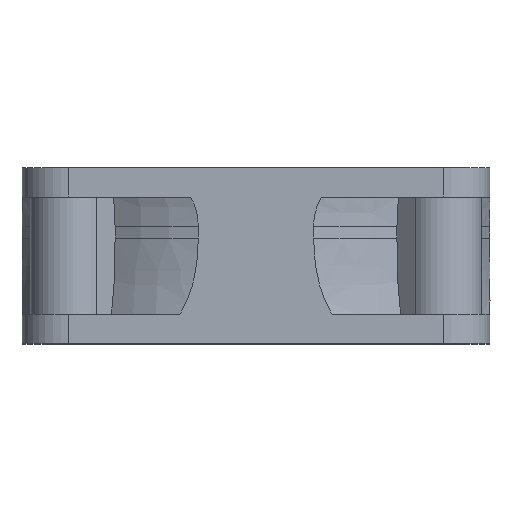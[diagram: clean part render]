
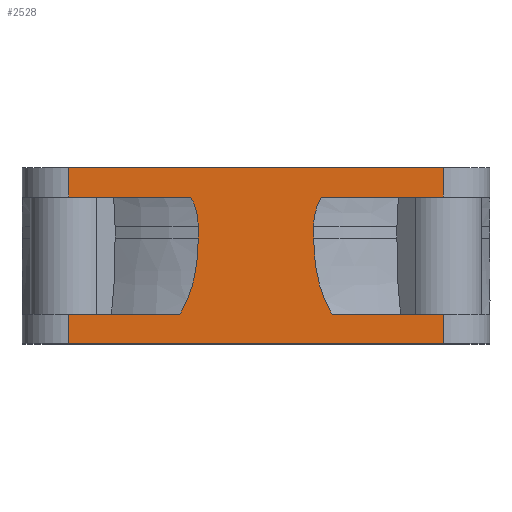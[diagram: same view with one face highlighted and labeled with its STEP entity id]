
A CAD part, top view. The second image highlights one B-rep face of the part: STEP entity #2528.
In plain terms, the highlighted planar face has unit normal (0, 0, 1).
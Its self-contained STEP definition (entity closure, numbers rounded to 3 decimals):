
#66=DIRECTION('',(1.,0.,0.));
#67=VECTOR('',#66,32.);
#68=CARTESIAN_POINT('',(-16.,0.,20.));
#69=LINE('',#68,#67);
#363=DIRECTION('',(0.,1.,0.));
#364=VECTOR('',#363,2.5);
#365=CARTESIAN_POINT('',(16.,0.,20.));
#366=LINE('',#365,#364);
#371=DIRECTION('',(1.,0.,0.));
#372=VECTOR('',#371,9.501);
#373=CARTESIAN_POINT('',(-16.,2.5,20.));
#374=LINE('',#373,#372);
#375=CARTESIAN_POINT('',(-6.499,2.5,20.));
#376=CARTESIAN_POINT('',(-6.317,2.787,20.));
#377=CARTESIAN_POINT('',(-5.982,3.406,20.));
#378=CARTESIAN_POINT('',(-5.524,4.607,20.));
#379=CARTESIAN_POINT('',(-5.254,5.666,20.));
#380=CARTESIAN_POINT('',(-5.081,6.632,20.));
#381=CARTESIAN_POINT('',(-4.965,7.737,20.));
#382=CARTESIAN_POINT('',(-4.938,8.564,20.));
#383=CARTESIAN_POINT('',(-4.936,9.,20.));
#385=CARTESIAN_POINT('',(-4.936,10.,20.));
#386=CARTESIAN_POINT('',(-4.935,10.161,20.));
#387=CARTESIAN_POINT('',(-4.946,10.478,20.));
#388=CARTESIAN_POINT('',(-5.005,10.937,20.));
#389=CARTESIAN_POINT('',(-5.101,11.373,20.));
#390=CARTESIAN_POINT('',(-5.232,11.783,20.));
#391=CARTESIAN_POINT('',(-5.394,12.163,20.));
#392=CARTESIAN_POINT('',(-5.52,12.396,20.));
#393=CARTESIAN_POINT('',(-5.587,12.507,20.));
#395=DIRECTION('',(-1.,0.,0.));
#396=VECTOR('',#395,10.413);
#397=CARTESIAN_POINT('',(-5.587,12.507,20.));
#398=LINE('',#397,#396);
#399=DIRECTION('',(1.,0.,0.));
#400=VECTOR('',#399,32.);
#401=CARTESIAN_POINT('',(-16.,15.,20.));
#402=LINE('',#401,#400);
#403=DIRECTION('',(-1.,0.,0.));
#404=VECTOR('',#403,10.413);
#405=CARTESIAN_POINT('',(16.,12.507,20.));
#406=LINE('',#405,#404);
#407=CARTESIAN_POINT('',(5.587,12.507,20.));
#408=CARTESIAN_POINT('',(5.52,12.396,20.));
#409=CARTESIAN_POINT('',(5.394,12.163,20.));
#410=CARTESIAN_POINT('',(5.232,11.782,20.));
#411=CARTESIAN_POINT('',(5.101,11.372,20.));
#412=CARTESIAN_POINT('',(5.005,10.936,20.));
#413=CARTESIAN_POINT('',(4.946,10.477,20.));
#414=CARTESIAN_POINT('',(4.935,10.161,20.));
#415=CARTESIAN_POINT('',(4.936,10.,20.));
#417=DIRECTION('',(1.,0.,0.));
#418=VECTOR('',#417,9.501);
#419=CARTESIAN_POINT('',(6.499,2.5,20.));
#420=LINE('',#419,#418);
#425=DIRECTION('',(0.,-1.,0.));
#426=VECTOR('',#425,2.5);
#427=CARTESIAN_POINT('',(-16.,2.5,20.));
#428=LINE('',#427,#426);
#745=DIRECTION('',(0.,-1.,0.));
#746=VECTOR('',#745,2.493);
#747=CARTESIAN_POINT('',(-16.,15.,20.));
#748=LINE('',#747,#746);
#864=DIRECTION('',(0.,-1.,0.));
#865=VECTOR('',#864,1.);
#866=CARTESIAN_POINT('',(-4.936,10.,20.));
#867=LINE('',#866,#865);
#1061=DIRECTION('',(0.,1.,0.));
#1062=VECTOR('',#1061,2.493);
#1063=CARTESIAN_POINT('',(16.,12.507,20.));
#1064=LINE('',#1063,#1062);
#1193=CARTESIAN_POINT('',(6.499,2.5,20.));
#1194=CARTESIAN_POINT('',(6.316,2.787,20.));
#1195=CARTESIAN_POINT('',(5.981,3.406,20.));
#1196=CARTESIAN_POINT('',(5.522,4.607,20.));
#1197=CARTESIAN_POINT('',(5.254,5.666,20.));
#1198=CARTESIAN_POINT('',(5.082,6.634,20.));
#1199=CARTESIAN_POINT('',(4.964,7.741,20.));
#1200=CARTESIAN_POINT('',(4.937,8.566,20.));
#1201=CARTESIAN_POINT('',(4.936,9.,20.));
#1212=DIRECTION('',(0.,1.,0.));
#1213=VECTOR('',#1212,1.);
#1214=CARTESIAN_POINT('',(4.936,9.,20.));
#1215=LINE('',#1214,#1213);
#1870=CARTESIAN_POINT('',(-16.,0.,20.));
#1871=VERTEX_POINT('',#1870);
#1872=CARTESIAN_POINT('',(16.,0.,20.));
#1873=VERTEX_POINT('',#1872);
#1984=CARTESIAN_POINT('',(16.,2.5,20.));
#1985=VERTEX_POINT('',#1984);
#1986=CARTESIAN_POINT('',(-16.,2.5,20.));
#1987=VERTEX_POINT('',#1986);
#1988=CARTESIAN_POINT('',(-6.499,2.5,20.));
#1989=VERTEX_POINT('',#1988);
#1990=VERTEX_POINT('',#383);
#1991=CARTESIAN_POINT('',(-4.936,10.,20.));
#1992=VERTEX_POINT('',#1991);
#1993=VERTEX_POINT('',#393);
#1994=CARTESIAN_POINT('',(-16.,12.507,20.));
#1995=VERTEX_POINT('',#1994);
#1996=CARTESIAN_POINT('',(-16.,15.,20.));
#1997=VERTEX_POINT('',#1996);
#1998=CARTESIAN_POINT('',(16.,15.,20.));
#1999=VERTEX_POINT('',#1998);
#2000=CARTESIAN_POINT('',(16.,12.507,20.));
#2001=VERTEX_POINT('',#2000);
#2002=CARTESIAN_POINT('',(5.587,12.507,20.));
#2003=VERTEX_POINT('',#2002);
#2004=VERTEX_POINT('',#415);
#2005=CARTESIAN_POINT('',(4.936,9.,20.));
#2006=VERTEX_POINT('',#2005);
#2007=VERTEX_POINT('',#1193);
#2491=CARTESIAN_POINT('',(0.,7.5,20.));
#2492=DIRECTION('',(0.,0.,1.));
#2493=DIRECTION('',(1.,0.,0.));
#2494=AXIS2_PLACEMENT_3D('',#2491,#2492,#2493);
#2495=PLANE('',#2494);
#2496=ORIENTED_EDGE('',*,*,#2305,.F.);
#2498=ORIENTED_EDGE('',*,*,#2497,.F.);
#2500=ORIENTED_EDGE('',*,*,#2499,.T.);
#2502=ORIENTED_EDGE('',*,*,#2501,.T.);
#2504=ORIENTED_EDGE('',*,*,#2503,.F.);
#2506=ORIENTED_EDGE('',*,*,#2505,.T.);
#2508=ORIENTED_EDGE('',*,*,#2507,.T.);
#2510=ORIENTED_EDGE('',*,*,#2509,.F.);
#2512=ORIENTED_EDGE('',*,*,#2511,.T.);
#2514=ORIENTED_EDGE('',*,*,#2513,.F.);
#2516=ORIENTED_EDGE('',*,*,#2515,.T.);
#2518=ORIENTED_EDGE('',*,*,#2517,.T.);
#2520=ORIENTED_EDGE('',*,*,#2519,.F.);
#2522=ORIENTED_EDGE('',*,*,#2521,.F.);
#2524=ORIENTED_EDGE('',*,*,#2523,.T.);
#2525=ORIENTED_EDGE('',*,*,#2482,.F.);
#2526=EDGE_LOOP('',(#2496,#2498,#2500,#2502,#2504,#2506,#2508,#2510,#2512,#2514,
#2516,#2518,#2520,#2522,#2524,#2525));
#2527=FACE_OUTER_BOUND('',#2526,.F.);
#2528=ADVANCED_FACE('',(#2527),#2495,.T.);
#384=B_SPLINE_CURVE_WITH_KNOTS('',3,(#375,#376,#377,#378,#379,#380,#381,#382,
#383),.UNSPECIFIED.,.F.,.F.,(4,1,1,1,1,1,4),(0.,0.167,
0.333,0.5,0.667,0.833,1.),
.UNSPECIFIED.);
#394=B_SPLINE_CURVE_WITH_KNOTS('',3,(#385,#386,#387,#388,#389,#390,#391,#392,
#393),.UNSPECIFIED.,.F.,.F.,(4,1,1,1,1,1,4),(0.,0.167,
0.333,0.5,0.667,0.833,1.),
.UNSPECIFIED.);
#416=B_SPLINE_CURVE_WITH_KNOTS('',3,(#407,#408,#409,#410,#411,#412,#413,#414,
#415),.UNSPECIFIED.,.F.,.F.,(4,1,1,1,1,1,4),(0.,0.167,
0.333,0.5,0.667,0.833,1.),
.UNSPECIFIED.);
#1202=B_SPLINE_CURVE_WITH_KNOTS('',3,(#1193,#1194,#1195,#1196,#1197,#1198,#1199,
#1200,#1201),.UNSPECIFIED.,.F.,.F.,(4,1,1,1,1,1,4),(0.,0.167,
0.333,0.5,0.667,0.833,1.),
.UNSPECIFIED.);
#2305=EDGE_CURVE('',#1871,#1873,#69,.T.);
#2482=EDGE_CURVE('',#1873,#1985,#366,.T.);
#2497=EDGE_CURVE('',#1987,#1871,#428,.T.);
#2499=EDGE_CURVE('',#1987,#1989,#374,.T.);
#2501=EDGE_CURVE('',#1989,#1990,#384,.T.);
#2503=EDGE_CURVE('',#1992,#1990,#867,.T.);
#2505=EDGE_CURVE('',#1992,#1993,#394,.T.);
#2507=EDGE_CURVE('',#1993,#1995,#398,.T.);
#2509=EDGE_CURVE('',#1997,#1995,#748,.T.);
#2511=EDGE_CURVE('',#1997,#1999,#402,.T.);
#2513=EDGE_CURVE('',#2001,#1999,#1064,.T.);
#2515=EDGE_CURVE('',#2001,#2003,#406,.T.);
#2517=EDGE_CURVE('',#2003,#2004,#416,.T.);
#2519=EDGE_CURVE('',#2006,#2004,#1215,.T.);
#2521=EDGE_CURVE('',#2007,#2006,#1202,.T.);
#2523=EDGE_CURVE('',#2007,#1985,#420,.T.);
